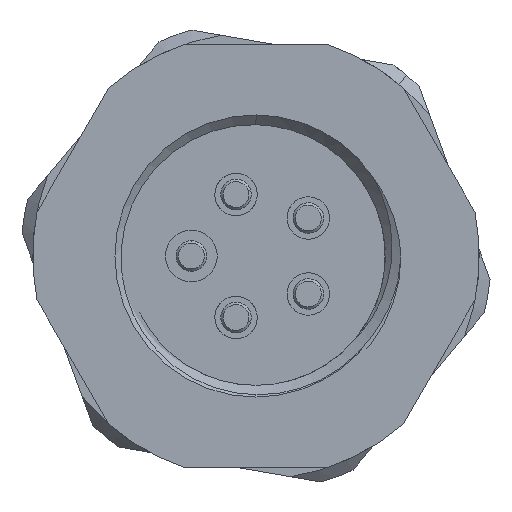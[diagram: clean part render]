
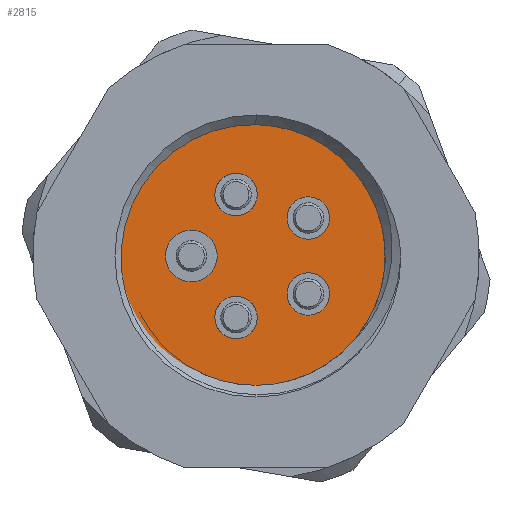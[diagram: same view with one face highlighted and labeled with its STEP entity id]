
A CAD part, left-side view. The second image highlights one B-rep face of the part: STEP entity #2815.
In plain terms, the highlighted face is planar.
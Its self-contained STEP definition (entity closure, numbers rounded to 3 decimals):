
#33 = CIRCLE ( 'NONE', #3157, 0.9 ) ;
#55 = AXIS2_PLACEMENT_3D ( 'NONE', #7681, #3900, #12707 ) ;
#64 = EDGE_LOOP ( 'NONE', ( #6303, #3527 ) ) ;
#208 = DIRECTION ( 'NONE',  ( 0., 0., -1. ) ) ;
#495 = CIRCLE ( 'NONE', #4886, 0.9 ) ;
#1044 = AXIS2_PLACEMENT_3D ( 'NONE', #5241, #12203, #3140 ) ;
#1047 = VERTEX_POINT ( 'NONE', #3611 ) ;
#1160 = DIRECTION ( 'NONE',  ( 0., 0., 1. ) ) ;
#1214 = EDGE_CURVE ( 'NONE', #6641, #8389, #2394, .T. ) ;
#1224 = DIRECTION ( 'NONE',  ( 0., 0., -1. ) ) ;
#1772 = DIRECTION ( 'NONE',  ( 0., 0., -1. ) ) ;
#1864 = ORIENTED_EDGE ( 'NONE', *, *, #6633, .F. ) ;
#2035 = CARTESIAN_POINT ( 'NONE',  ( 13., 0.85, 3.515 ) ) ;
#2158 = FACE_BOUND ( 'NONE', #12102, .T. ) ;
#2346 = EDGE_CURVE ( 'NONE', #5464, #6113, #495, .T. ) ;
#2394 = CIRCLE ( 'NONE', #7836, 0.9 ) ;
#2520 = VERTEX_POINT ( 'NONE', #12697 ) ;
#2621 = AXIS2_PLACEMENT_3D ( 'NONE', #5624, #10624, #1772 ) ;
#2745 = EDGE_CURVE ( 'NONE', #11427, #7222, #6976, .T. ) ;
#2761 = VERTEX_POINT ( 'NONE', #11152 ) ;
#2815 = ADVANCED_FACE ( 'NONE', ( #4322, #2158, #4067, #8306, #6091, #5188 ), #8120, .F. ) ;
#2926 = CARTESIAN_POINT ( 'NONE',  ( 13., -2.225, -2.516 ) ) ;
#3126 = ORIENTED_EDGE ( 'NONE', *, *, #6724, .F. ) ;
#3140 = DIRECTION ( 'NONE',  ( 0., 0., -1. ) ) ;
#3157 = AXIS2_PLACEMENT_3D ( 'NONE', #11314, #9122, #1224 ) ;
#3211 = CARTESIAN_POINT ( 'NONE',  ( 13., 0.85, -1.715 ) ) ;
#3269 = DIRECTION ( 'NONE',  ( 1., 0., 0. ) ) ;
#3272 = DIRECTION ( 'NONE',  ( -1., 0., 0. ) ) ;
#3407 = AXIS2_PLACEMENT_3D ( 'NONE', #12211, #7070, #7133 ) ;
#3487 = CARTESIAN_POINT ( 'NONE',  ( 13., -2.225, -1.616 ) ) ;
#3527 = ORIENTED_EDGE ( 'NONE', *, *, #8875, .F. ) ;
#3611 = CARTESIAN_POINT ( 'NONE',  ( 13., 0., 6. ) ) ;
#3670 = CARTESIAN_POINT ( 'NONE',  ( 13., 0.85, 2.615 ) ) ;
#3861 = EDGE_CURVE ( 'NONE', #2761, #9575, #6366, .T. ) ;
#3900 = DIRECTION ( 'NONE',  ( 1., 0., 0. ) ) ;
#4059 = EDGE_CURVE ( 'NONE', #6113, #5464, #11347, .T. ) ;
#4067 = FACE_BOUND ( 'NONE', #5000, .T. ) ;
#4322 = FACE_BOUND ( 'NONE', #7398, .T. ) ;
#4353 = CIRCLE ( 'NONE', #12701, 0.9 ) ;
#4382 = DIRECTION ( 'NONE',  ( 1., 0., 0. ) ) ;
#4456 = DIRECTION ( 'NONE',  ( -1., 0., 0. ) ) ;
#4577 = DIRECTION ( 'NONE',  ( 1., 0., 0. ) ) ;
#4653 = CARTESIAN_POINT ( 'NONE',  ( 13., 0.85, -2.615 ) ) ;
#4718 = CARTESIAN_POINT ( 'NONE',  ( 13., 0.85, 1.715 ) ) ;
#4886 = AXIS2_PLACEMENT_3D ( 'NONE', #3487, #8589, #5458 ) ;
#4920 = AXIS2_PLACEMENT_3D ( 'NONE', #7318, #3269, #5437 ) ;
#4979 = CARTESIAN_POINT ( 'NONE',  ( 13., 0.85, -2.615 ) ) ;
#4997 = CIRCLE ( 'NONE', #6882, 6. ) ;
#5000 = EDGE_LOOP ( 'NONE', ( #11359, #6956 ) ) ;
#5188 = FACE_OUTER_BOUND ( 'NONE', #9507, .T. ) ;
#5241 = CARTESIAN_POINT ( 'NONE',  ( 13., 2.75, 0. ) ) ;
#5437 = DIRECTION ( 'NONE',  ( 0., 0., -1. ) ) ;
#5458 = DIRECTION ( 'NONE',  ( 0., 0., -1. ) ) ;
#5464 = VERTEX_POINT ( 'NONE', #10428 ) ;
#5501 = DIRECTION ( 'NONE',  ( 0., 0., -1. ) ) ;
#5624 = CARTESIAN_POINT ( 'NONE',  ( 13., -2.225, -1.616 ) ) ;
#5687 = VERTEX_POINT ( 'NONE', #4718 ) ;
#6091 = FACE_BOUND ( 'NONE', #11047, .T. ) ;
#6113 = VERTEX_POINT ( 'NONE', #2926 ) ;
#6119 = CARTESIAN_POINT ( 'NONE',  ( 13., 0., 0. ) ) ;
#6303 = ORIENTED_EDGE ( 'NONE', *, *, #3861, .F. ) ;
#6366 = CIRCLE ( 'NONE', #4920, 0.9 ) ;
#6536 = DIRECTION ( 'NONE',  ( 0., 0., -1. ) ) ;
#6633 = EDGE_CURVE ( 'NONE', #1047, #2520, #4997, .T. ) ;
#6641 = VERTEX_POINT ( 'NONE', #3211 ) ;
#6724 = EDGE_CURVE ( 'NONE', #8389, #6641, #4353, .T. ) ;
#6745 = AXIS2_PLACEMENT_3D ( 'NONE', #3670, #4577, #6536 ) ;
#6882 = AXIS2_PLACEMENT_3D ( 'NONE', #12276, #3272, #12078 ) ;
#6926 = ORIENTED_EDGE ( 'NONE', *, *, #8939, .F. ) ;
#6956 = ORIENTED_EDGE ( 'NONE', *, *, #2346, .F. ) ;
#6960 = CARTESIAN_POINT ( 'NONE',  ( 13., -2.225, 2.516 ) ) ;
#6976 = CIRCLE ( 'NONE', #3407, 1.1 ) ;
#7070 = DIRECTION ( 'NONE',  ( 1., 0., 0. ) ) ;
#7133 = DIRECTION ( 'NONE',  ( 0., 0., -1. ) ) ;
#7222 = VERTEX_POINT ( 'NONE', #7665 ) ;
#7318 = CARTESIAN_POINT ( 'NONE',  ( 13., -2.225, 1.616 ) ) ;
#7324 = CIRCLE ( 'NONE', #9626, 6. ) ;
#7329 = ORIENTED_EDGE ( 'NONE', *, *, #1214, .F. ) ;
#7362 = EDGE_CURVE ( 'NONE', #7222, #11427, #11356, .T. ) ;
#7398 = EDGE_LOOP ( 'NONE', ( #10355, #10033 ) ) ;
#7665 = CARTESIAN_POINT ( 'NONE',  ( 13., 2.75, -1.1 ) ) ;
#7681 = CARTESIAN_POINT ( 'NONE',  ( 13., 0.85, 2.615 ) ) ;
#7776 = VERTEX_POINT ( 'NONE', #2035 ) ;
#7836 = AXIS2_PLACEMENT_3D ( 'NONE', #4979, #8950, #208 ) ;
#8120 = PLANE ( 'NONE',  #9252 ) ;
#8306 = FACE_BOUND ( 'NONE', #64, .T. ) ;
#8328 = ORIENTED_EDGE ( 'NONE', *, *, #10043, .F. ) ;
#8389 = VERTEX_POINT ( 'NONE', #9388 ) ;
#8589 = DIRECTION ( 'NONE',  ( 1., 0., 0. ) ) ;
#8875 = EDGE_CURVE ( 'NONE', #9575, #2761, #33, .T. ) ;
#8939 = EDGE_CURVE ( 'NONE', #2520, #1047, #7324, .T. ) ;
#8950 = DIRECTION ( 'NONE',  ( 1., 0., 0. ) ) ;
#9122 = DIRECTION ( 'NONE',  ( 1., 0., 0. ) ) ;
#9154 = CARTESIAN_POINT ( 'NONE',  ( 13., 0., 0. ) ) ;
#9252 = AXIS2_PLACEMENT_3D ( 'NONE', #9154, #4456, #9469 ) ;
#9388 = CARTESIAN_POINT ( 'NONE',  ( 13., 0.85, -3.515 ) ) ;
#9469 = DIRECTION ( 'NONE',  ( 0., 0., 1. ) ) ;
#9507 = EDGE_LOOP ( 'NONE', ( #1864, #6926 ) ) ;
#9575 = VERTEX_POINT ( 'NONE', #6960 ) ;
#9626 = AXIS2_PLACEMENT_3D ( 'NONE', #6119, #10083, #1160 ) ;
#9640 = CIRCLE ( 'NONE', #55, 0.9 ) ;
#9732 = CARTESIAN_POINT ( 'NONE',  ( 13., 2.75, 1.1 ) ) ;
#10033 = ORIENTED_EDGE ( 'NONE', *, *, #2745, .F. ) ;
#10043 = EDGE_CURVE ( 'NONE', #7776, #5687, #9640, .T. ) ;
#10083 = DIRECTION ( 'NONE',  ( -1., 0., 0. ) ) ;
#10355 = ORIENTED_EDGE ( 'NONE', *, *, #7362, .F. ) ;
#10428 = CARTESIAN_POINT ( 'NONE',  ( 13., -2.225, -0.716 ) ) ;
#10624 = DIRECTION ( 'NONE',  ( 1., 0., 0. ) ) ;
#11047 = EDGE_LOOP ( 'NONE', ( #11550, #8328 ) ) ;
#11152 = CARTESIAN_POINT ( 'NONE',  ( 13., -2.225, 0.716 ) ) ;
#11282 = EDGE_CURVE ( 'NONE', #5687, #7776, #11483, .T. ) ;
#11314 = CARTESIAN_POINT ( 'NONE',  ( 13., -2.225, 1.616 ) ) ;
#11347 = CIRCLE ( 'NONE', #2621, 0.9 ) ;
#11356 = CIRCLE ( 'NONE', #1044, 1.1 ) ;
#11359 = ORIENTED_EDGE ( 'NONE', *, *, #4059, .F. ) ;
#11427 = VERTEX_POINT ( 'NONE', #9732 ) ;
#11483 = CIRCLE ( 'NONE', #6745, 0.9 ) ;
#11550 = ORIENTED_EDGE ( 'NONE', *, *, #11282, .F. ) ;
#12078 = DIRECTION ( 'NONE',  ( 0., 0., 1. ) ) ;
#12102 = EDGE_LOOP ( 'NONE', ( #3126, #7329 ) ) ;
#12203 = DIRECTION ( 'NONE',  ( 1., 0., 0. ) ) ;
#12211 = CARTESIAN_POINT ( 'NONE',  ( 13., 2.75, 0. ) ) ;
#12276 = CARTESIAN_POINT ( 'NONE',  ( 13., 0., 0. ) ) ;
#12697 = CARTESIAN_POINT ( 'NONE',  ( 13., 0., -6. ) ) ;
#12701 = AXIS2_PLACEMENT_3D ( 'NONE', #4653, #4382, #5501 ) ;
#12707 = DIRECTION ( 'NONE',  ( 0., 0., -1. ) ) ;
